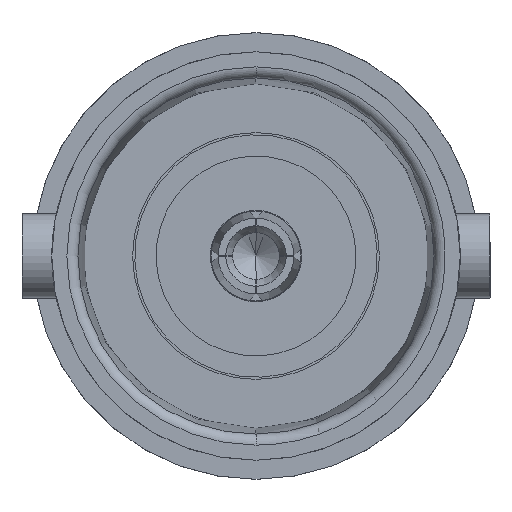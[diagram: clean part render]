
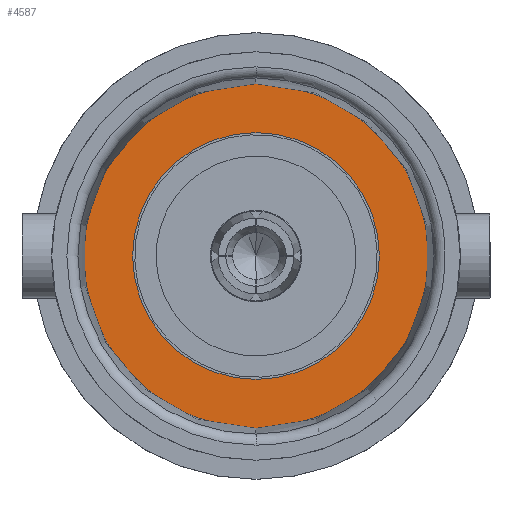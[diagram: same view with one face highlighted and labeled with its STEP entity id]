
A CAD part, left-side view. The second image highlights one B-rep face of the part: STEP entity #4587.
In plain terms, the highlighted planar face has unit normal (-1, 0, 0).
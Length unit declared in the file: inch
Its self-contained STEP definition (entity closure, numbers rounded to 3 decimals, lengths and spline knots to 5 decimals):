
#90 = DIRECTION ( 'NONE',  ( 0., 0., 1. ) ) ;
#353 = AXIS2_PLACEMENT_3D ( 'NONE', #1649, #5713, #3465 ) ;
#439 = EDGE_CURVE ( 'NONE', #2655, #5148, #4020, .T. ) ;
#578 = AXIS2_PLACEMENT_3D ( 'NONE', #2496, #4738, #3340 ) ;
#677 = PLANE ( 'NONE',  #353 ) ;
#1093 = ORIENTED_EDGE ( 'NONE', *, *, #439, .F. ) ;
#1112 = FACE_BOUND ( 'NONE', #3855, .T. ) ;
#1230 = EDGE_CURVE ( 'NONE', #3447, #1547, #4275, .T. ) ;
#1468 = CARTESIAN_POINT ( 'NONE',  ( 0.33071, 0., -0.11417 ) ) ;
#1547 = VERTEX_POINT ( 'NONE', #1468 ) ;
#1649 = CARTESIAN_POINT ( 'NONE',  ( 0.33071, -0.15984, -0.15984 ) ) ;
#1935 = CARTESIAN_POINT ( 'NONE',  ( 0.33071, 0., 0. ) ) ;
#1941 = DIRECTION ( 'NONE',  ( 1., 0., 0. ) ) ;
#2245 = DIRECTION ( 'NONE',  ( 1., 0., 0. ) ) ;
#2339 = DIRECTION ( 'NONE',  ( 0., 0., 1. ) ) ;
#2421 = AXIS2_PLACEMENT_3D ( 'NONE', #3145, #2245, #2339 ) ;
#2470 = EDGE_CURVE ( 'NONE', #1547, #3447, #3647, .T. ) ;
#2496 = CARTESIAN_POINT ( 'NONE',  ( 0.33071, 0., 0. ) ) ;
#2655 = VERTEX_POINT ( 'NONE', #4090 ) ;
#3145 = CARTESIAN_POINT ( 'NONE',  ( 0.33071, 0., 0. ) ) ;
#3340 = DIRECTION ( 'NONE',  ( 0., 0., 1. ) ) ;
#3447 = VERTEX_POINT ( 'NONE', #3761 ) ;
#3465 = DIRECTION ( 'NONE',  ( 0., 0., 1. ) ) ;
#3647 = CIRCLE ( 'NONE', #4148, 0.11417 ) ;
#3697 = CARTESIAN_POINT ( 'NONE',  ( 0.33071, 0., -0.15945 ) ) ;
#3761 = CARTESIAN_POINT ( 'NONE',  ( 0.33071, 0., 0.11417 ) ) ;
#3855 = EDGE_LOOP ( 'NONE', ( #4381, #4645 ) ) ;
#3872 = CIRCLE ( 'NONE', #578, 0.15945 ) ;
#4020 = CIRCLE ( 'NONE', #2421, 0.15945 ) ;
#4090 = CARTESIAN_POINT ( 'NONE',  ( 0.33071, 0., 0.15945 ) ) ;
#4139 = DIRECTION ( 'NONE',  ( 0., 0., 1. ) ) ;
#4148 = AXIS2_PLACEMENT_3D ( 'NONE', #1935, #4649, #90 ) ;
#4221 = CARTESIAN_POINT ( 'NONE',  ( 0.33071, 0., 0. ) ) ;
#4249 = FACE_OUTER_BOUND ( 'NONE', #4521, .T. ) ;
#4275 = CIRCLE ( 'NONE', #5526, 0.11417 ) ;
#4381 = ORIENTED_EDGE ( 'NONE', *, *, #1230, .T. ) ;
#4521 = EDGE_LOOP ( 'NONE', ( #1093, #5393 ) ) ;
#4587 = ADVANCED_FACE ( 'NONE', ( #1112, #4249 ), #677, .T. ) ;
#4645 = ORIENTED_EDGE ( 'NONE', *, *, #2470, .T. ) ;
#4649 = DIRECTION ( 'NONE',  ( 1., 0., 0. ) ) ;
#4738 = DIRECTION ( 'NONE',  ( 1., 0., 0. ) ) ;
#5148 = VERTEX_POINT ( 'NONE', #3697 ) ;
#5393 = ORIENTED_EDGE ( 'NONE', *, *, #5606, .F. ) ;
#5526 = AXIS2_PLACEMENT_3D ( 'NONE', #4221, #1941, #4139 ) ;
#5606 = EDGE_CURVE ( 'NONE', #5148, #2655, #3872, .T. ) ;
#5713 = DIRECTION ( 'NONE',  ( -1., 0., 0. ) ) ;
